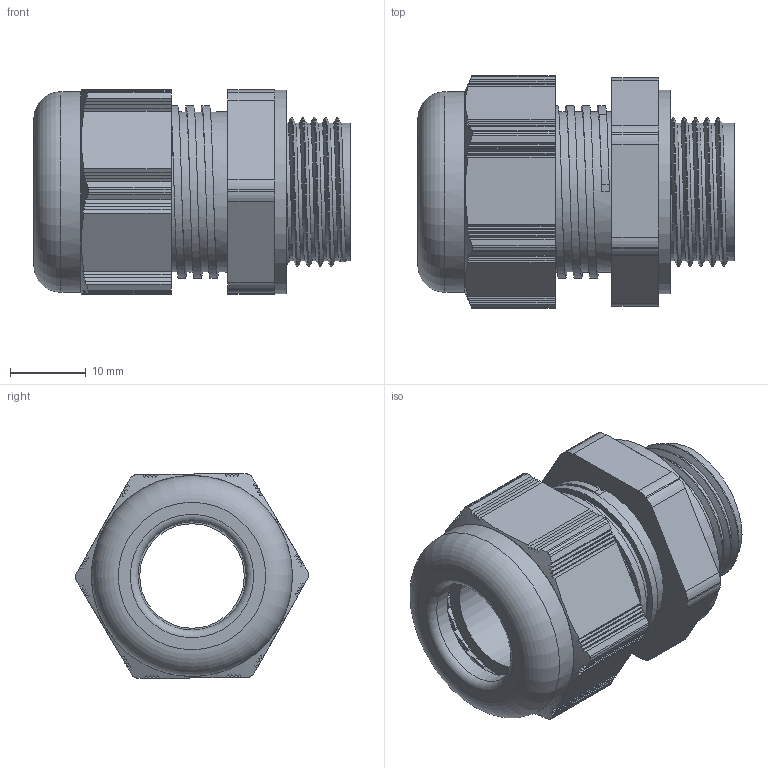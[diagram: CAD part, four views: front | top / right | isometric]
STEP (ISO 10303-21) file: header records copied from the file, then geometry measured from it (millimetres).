
FILE_DESCRIPTION(/* description */ ('Euro-Top X3 HI Poylamid M Stutzen'),/* implementation_level */ '2;1');
FILE_NAME(/* name */ '85080522X3HI-RST.stp',/* time_stamp */ '2015-03-03T12:39:44+01:00',/* author */ ('sl'),/* organization */ (''),/* preprocessor_version */ 'ST-DEVELOPER v15.2',/* originating_system */ 'Autodesk Inventor 2014',/* authorisation */ '');
FILE_SCHEMA (('AUTOMOTIVE_DESIGN { 1 0 10303 214 3 1 1 }'));
Length unit declared in the file: millimetre
Products named in the file (5): Euro-Top-X3HI-06-BT-0001-85080522X3HI; Euro-Top-X3HI-06-BT-0002-85080522X3HI; Euro-Top-X3HI-06-BT-0003-85080522X3HI; Euro-Top-X3HI-06-BT-0004-85080522X3HI; Euro-Top-X3HI-06-BG-0001-85080522X3HI
Assembly tree (4 placements, depth 2):
  Euro-Top-X3HI-06-BG-0001-85080522X3HI
    Euro-Top-X3HI-06-BT-0001-85080522X3HI
    Euro-Top-X3HI-06-BT-0002-85080522X3HI
    Euro-Top-X3HI-06-BT-0003-85080522X3HI
    Euro-Top-X3HI-06-BT-0004-85080522X3HI
Bounding box: 41.9 x 30.81 x 27.14 mm (x, y, z)
Volume: 12405.2 mm3; surface area: 12833.7 mm2
Topology: 4 solids, 4 shells, 354 faces, 1013 edges, 673 vertices
Faces by surface type: plane 211, cylinder 93, torus 23, cone 21, bspline 6
Full cylindrical faces by diameter (mm): 13.84 x1, 14.33 x1, 14.95 x1, 17.5 x1, 17.72 x1, 18.228 x5, 19.63 x1, 19.98 x1, 20.78 x1, 21.19 x5, 21.45 x5, 23.15 x5, 26.554 x1, 27.01 x1
Entity records: 14024 total; most frequent: CARTESIAN_POINT 5713, ORIENTED_EDGE 1852, DIRECTION 1594, EDGE_CURVE 926, VERTEX_POINT 628, AXIS2_PLACEMENT_3D 577, LINE 440, VECTOR 440
